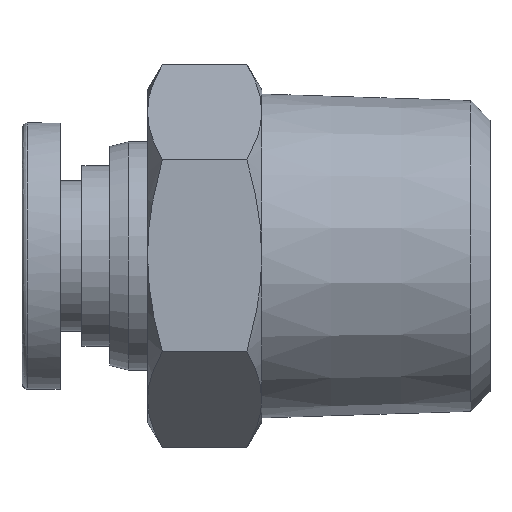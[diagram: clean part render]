
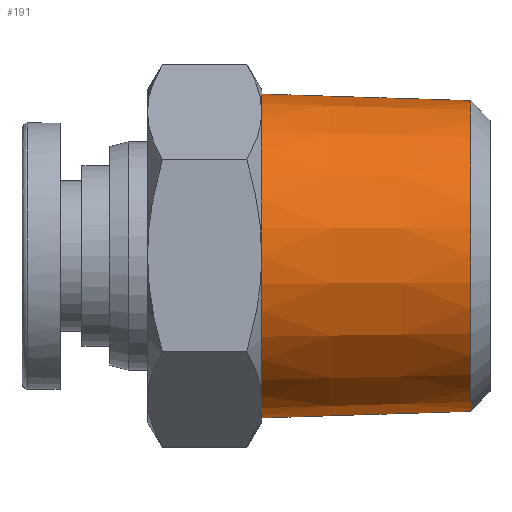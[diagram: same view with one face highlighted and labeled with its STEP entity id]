
A CAD part, top view. The second image highlights one B-rep face of the part: STEP entity #191.
In plain terms, the highlighted conical face has half-angle 1.79 degrees and reference radius 8.322 mm.
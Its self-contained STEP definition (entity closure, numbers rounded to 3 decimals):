
#149=CARTESIAN_POINT('',(19.,8.166,0.));
#150=VERTEX_POINT('',#149);
#151=CARTESIAN_POINT('',(19.,0.,0.));
#152=DIRECTION('',(1.0,0.0,0.0));
#153=DIRECTION('',(0.0,-1.0,0.0));
#154=AXIS2_PLACEMENT_3D('',#151,#152,#153);
#155=CIRCLE('',#154,8.166);
#156=EDGE_CURVE('',#150,#150,#155,.T.);
#172=CARTESIAN_POINT('',(14.0,0.,0.0));
#173=DIRECTION('',(-1.0,0.,0.0));
#174=DIRECTION('',(0.0,1.0,0.0));
#175=AXIS2_PLACEMENT_3D('',#172,#173,#174);
#176=CONICAL_SURFACE('',#175,8.323,1.79);
#177=CARTESIAN_POINT('',(8.,8.51,0.0));
#178=VERTEX_POINT('',#177);
#179=CARTESIAN_POINT('',(8.,0.,0.0));
#180=DIRECTION('',(1.0,0.0,0.0));
#181=DIRECTION('',(0.0,1.0,0.0));
#182=AXIS2_PLACEMENT_3D('',#179,#180,#181);
#183=CIRCLE('',#182,8.51);
#184=EDGE_CURVE('',#178,#178,#183,.T.);
#185=ORIENTED_EDGE('',*,*,#184,.T.);
#186=EDGE_LOOP('',(#185));
#187=FACE_OUTER_BOUND('',#186,.T.);
#188=ORIENTED_EDGE('',*,*,#156,.F.);
#189=EDGE_LOOP('',(#188));
#190=FACE_BOUND('',#189,.T.);
#191=ADVANCED_FACE('',(#187,#190),#176,.T.);
